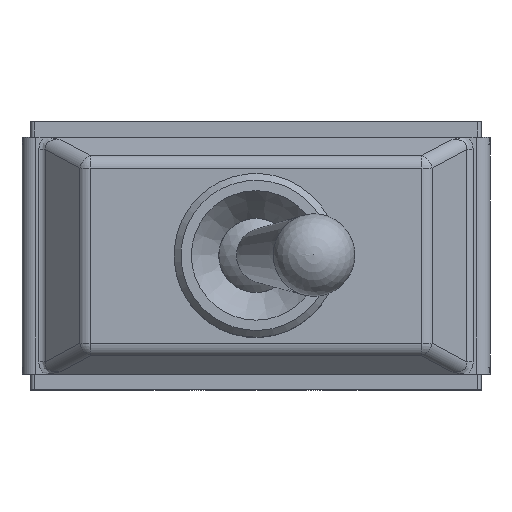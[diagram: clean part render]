
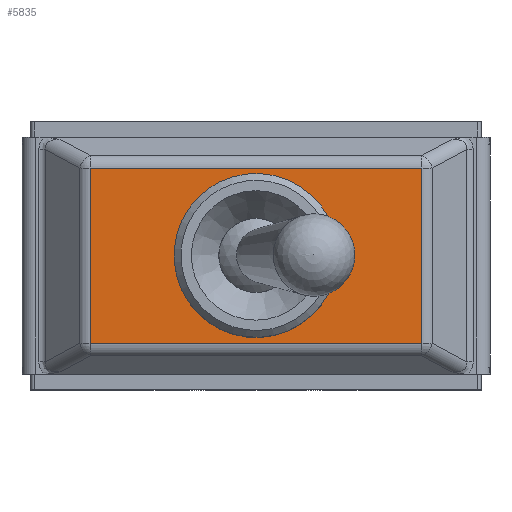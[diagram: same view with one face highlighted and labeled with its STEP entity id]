
A CAD part, top view. The second image highlights one B-rep face of the part: STEP entity #5835.
In plain terms, the highlighted planar face has unit normal (0, 0, 1).
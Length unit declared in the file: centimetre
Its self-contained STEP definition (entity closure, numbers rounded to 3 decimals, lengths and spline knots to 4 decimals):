
#91=FACE_BOUND('',#753,.T.);
#161=PLANE('',#6245);
#412=FACE_OUTER_BOUND('',#752,.T.);
#752=EDGE_LOOP('',(#4295,#4296,#4297,#4298));
#753=EDGE_LOOP('',(#4299,#4300,#4301,#4302));
#1197=LINE('',#8861,#1855);
#1198=LINE('',#8863,#1856);
#1199=LINE('',#8865,#1857);
#1200=LINE('',#8866,#1858);
#1201=LINE('',#8871,#1859);
#1202=LINE('',#8873,#1860);
#1203=LINE('',#8874,#1861);
#1855=VECTOR('',#7052,1.);
#1856=VECTOR('',#7053,1.);
#1857=VECTOR('',#7054,1.);
#1858=VECTOR('',#7055,1.);
#1859=VECTOR('',#7058,1.);
#1860=VECTOR('',#7059,1.);
#1861=VECTOR('',#7060,1.);
#2416=CIRCLE('',#6246,0.5953);
#2705=VERTEX_POINT('',#8859);
#2706=VERTEX_POINT('',#8860);
#2707=VERTEX_POINT('',#8862);
#2708=VERTEX_POINT('',#8864);
#2709=VERTEX_POINT('',#8867);
#2710=VERTEX_POINT('',#8868);
#2711=VERTEX_POINT('',#8870);
#2712=VERTEX_POINT('',#8872);
#3303=EDGE_CURVE('',#2705,#2706,#1197,.T.);
#3304=EDGE_CURVE('',#2707,#2706,#1198,.T.);
#3305=EDGE_CURVE('',#2708,#2707,#1199,.T.);
#3306=EDGE_CURVE('',#2708,#2705,#1200,.T.);
#3307=EDGE_CURVE('',#2709,#2710,#2416,.T.);
#3308=EDGE_CURVE('',#2710,#2711,#1201,.T.);
#3309=EDGE_CURVE('',#2711,#2712,#1202,.T.);
#3310=EDGE_CURVE('',#2712,#2709,#1203,.T.);
#4295=ORIENTED_EDGE('',*,*,#3303,.T.);
#4296=ORIENTED_EDGE('',*,*,#3304,.F.);
#4297=ORIENTED_EDGE('',*,*,#3305,.F.);
#4298=ORIENTED_EDGE('',*,*,#3306,.T.);
#4299=ORIENTED_EDGE('',*,*,#3307,.T.);
#4300=ORIENTED_EDGE('',*,*,#3308,.T.);
#4301=ORIENTED_EDGE('',*,*,#3309,.T.);
#4302=ORIENTED_EDGE('',*,*,#3310,.T.);
#5835=ADVANCED_FACE('',(#412,#91),#161,.T.);
#6245=AXIS2_PLACEMENT_3D('',#8858,#7050,#7051);
#6246=AXIS2_PLACEMENT_3D('',#8869,#7056,#7057);
#7050=DIRECTION('center_axis',(0.,0.,
1.));
#7051=DIRECTION('ref_axis',(-1.,0.,0.));
#7052=DIRECTION('',(1.,0.,0.));
#7053=DIRECTION('',(0.,-1.,0.));
#7054=DIRECTION('',(1.,0.,0.));
#7055=DIRECTION('',(0.,-1.,0.));
#7056=DIRECTION('center_axis',(0.,0.,
-1.));
#7057=DIRECTION('ref_axis',(-1.,0.,0.));
#7058=DIRECTION('',(-1.,0.,0.));
#7059=DIRECTION('',(0.,-1.,0.));
#7060=DIRECTION('',(1.,0.,0.));
#8858=CARTESIAN_POINT('Origin',(1.2049,0.,
1.415));
#8859=CARTESIAN_POINT('',(-1.2049,-0.6365,1.415));
#8860=CARTESIAN_POINT('',(1.2049,-0.6365,1.415));
#8861=CARTESIAN_POINT('',(0.,-0.6365,1.415));
#8862=CARTESIAN_POINT('',(1.2049,0.6365,1.415));
#8863=CARTESIAN_POINT('',(1.2049,0.,1.415));
#8864=CARTESIAN_POINT('',(-1.2049,0.6365,1.415));
#8865=CARTESIAN_POINT('',(0.,0.6365,1.415));
#8866=CARTESIAN_POINT('',(-1.2049,0.,1.415));
#8867=CARTESIAN_POINT('',(0.5885,-0.09,1.415));
#8868=CARTESIAN_POINT('',(0.5885,0.09,1.415));
#8869=CARTESIAN_POINT('Origin',(0.,0.,
1.415));
#8870=CARTESIAN_POINT('',(0.4847,0.09,1.415));
#8871=CARTESIAN_POINT('',(0.2942,0.09,1.415));
#8872=CARTESIAN_POINT('',(0.4847,-0.09,1.415));
#8873=CARTESIAN_POINT('',(0.4847,0.045,1.415));
#8874=CARTESIAN_POINT('',(0.2423,-0.09,1.415));
